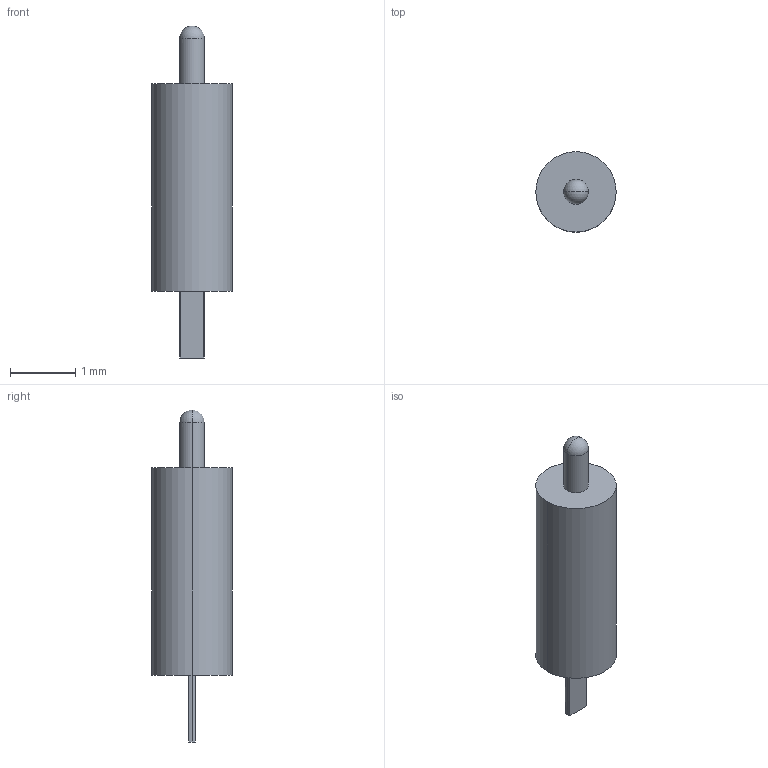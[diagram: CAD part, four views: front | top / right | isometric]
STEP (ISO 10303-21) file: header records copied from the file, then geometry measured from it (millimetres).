
FILE_DESCRIPTION (( 'STEP AP214' ), '1' );
FILE_NAME ('PE1016-9.step', '2021-03-02T23:21:29', ( '' ), ( '' ), 'SwSTEP 2.0', 'SolidWorks 2020', '' );
FILE_SCHEMA (( 'AUTOMOTIVE_DESIGN' ));
Length unit declared in the file: millimetre
Products named in the file (1): PE1016-9
Bounding box: 1.23 x 1.23 x 5.08 mm (x, y, z)
Volume: 3.9 mm3; surface area: 24.1 mm2
Topology: 2 solids, 2 shells, 15 faces, 36 edges, 23 vertices
Faces by surface type: plane 7, cylinder 6, sphere 2
Entity records: 463 total; most frequent: DIRECTION 82, CARTESIAN_POINT 69, ORIENTED_EDGE 64, AXIS2_PLACEMENT_3D 34, EDGE_CURVE 32, VERTEX_POINT 21, CIRCLE 18, EDGE_LOOP 17
